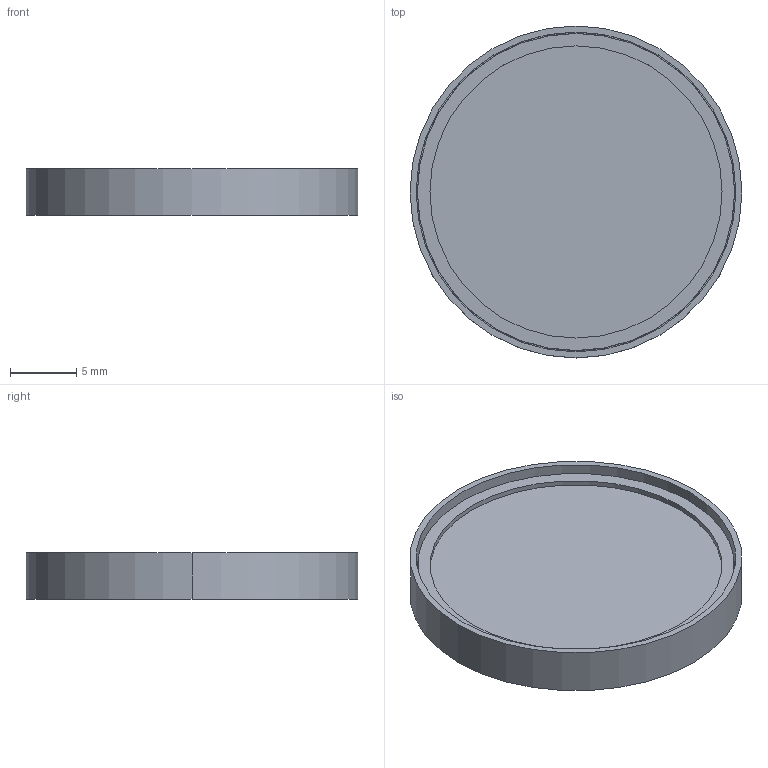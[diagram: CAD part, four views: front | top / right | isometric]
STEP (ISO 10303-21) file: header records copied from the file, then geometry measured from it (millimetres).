
FILE_DESCRIPTION (( 'STEP AP214' ), '1' );
FILE_NAME ('25mm 3.5mm 22mm.STEP', '2020-03-11T02:51:51', ( '' ), ( '' ), 'SwSTEP 2.0', 'SolidWorks 2016', '' );
FILE_SCHEMA (( 'AUTOMOTIVE_DESIGN' ));
Length unit declared in the file: millimetre
Products named in the file (1): 25mm 3.5mm 22mm
Bounding box: 24.99 x 24.99 x 3.5 mm (x, y, z)
Volume: 939.3 mm3; surface area: 2084.4 mm2
Topology: 3 solids, 3 shells, 25 faces, 48 edges, 32 vertices
Faces by surface type: cylinder 16, plane 9
Entity records: 934 total; most frequent: DIRECTION 132, CARTESIAN_POINT 106, ORIENTED_EDGE 96, AXIS2_PLACEMENT_3D 58, EDGE_CURVE 48, VERTEX_POINT 32, CIRCLE 32, EDGE_LOOP 32
